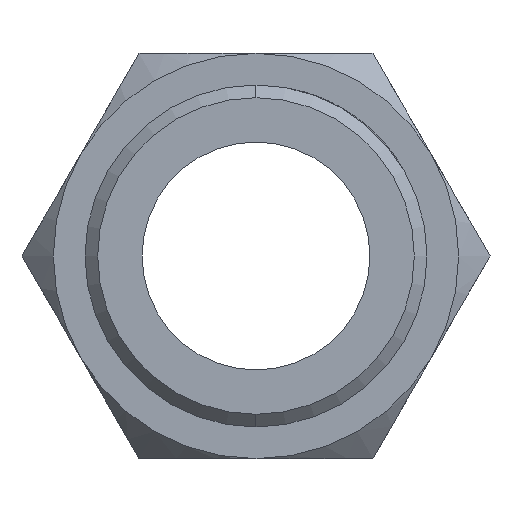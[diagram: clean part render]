
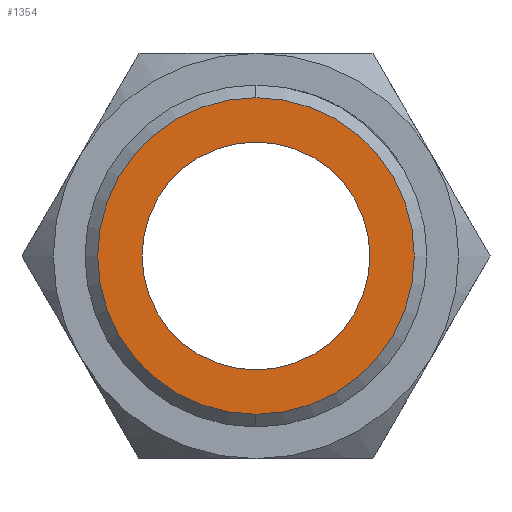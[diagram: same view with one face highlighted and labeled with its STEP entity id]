
A CAD part, left-side view. The second image highlights one B-rep face of the part: STEP entity #1354.
In plain terms, the highlighted planar face has unit normal (-1, 0, 0).
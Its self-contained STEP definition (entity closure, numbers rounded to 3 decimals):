
#115 = AXIS2_PLACEMENT_3D ( 'NONE', #4090, #448, #2099 ) ;
#283 = AXIS2_PLACEMENT_3D ( 'NONE', #2829, #2856, #2392 ) ;
#382 = AXIS2_PLACEMENT_3D ( 'NONE', #1222, #1607, #4920 ) ;
#448 = DIRECTION ( 'NONE',  ( -1., 0., 0. ) ) ;
#579 = CARTESIAN_POINT ( 'NONE',  ( 0., 0., 0. ) ) ;
#582 = ORIENTED_EDGE ( 'NONE', *, *, #4410, .T. ) ;
#686 = DIRECTION ( 'NONE',  ( 1., 0., 0. ) ) ;
#815 = ORIENTED_EDGE ( 'NONE', *, *, #5351, .T. ) ;
#894 = AXIS2_PLACEMENT_3D ( 'NONE', #579, #686, #1037 ) ;
#1037 = DIRECTION ( 'NONE',  ( 0., 0., -1. ) ) ;
#1150 = CIRCLE ( 'NONE', #382, 4.5 ) ;
#1222 = CARTESIAN_POINT ( 'NONE',  ( 0., 0., 0. ) ) ;
#1346 = VERTEX_POINT ( 'NONE', #1629 ) ;
#1354 = ADVANCED_FACE ( 'NONE', ( #5374, #3751 ), #3286, .F. ) ;
#1607 = DIRECTION ( 'NONE',  ( 1., 0., 0. ) ) ;
#1629 = CARTESIAN_POINT ( 'NONE',  ( 0., 0., 4.5 ) ) ;
#1761 = AXIS2_PLACEMENT_3D ( 'NONE', #3850, #3499, #5120 ) ;
#2030 = CIRCLE ( 'NONE', #1761, 6.25 ) ;
#2099 = DIRECTION ( 'NONE',  ( 0., 0., -1. ) ) ;
#2392 = DIRECTION ( 'NONE',  ( 0., 0., -1. ) ) ;
#2813 = CARTESIAN_POINT ( 'NONE',  ( 0., 0., 6.25 ) ) ;
#2829 = CARTESIAN_POINT ( 'NONE',  ( 0., 0., 0. ) ) ;
#2856 = DIRECTION ( 'NONE',  ( 1., 0., 0. ) ) ;
#2915 = CARTESIAN_POINT ( 'NONE',  ( 0., 0., -6.25 ) ) ;
#2930 = EDGE_CURVE ( 'NONE', #1346, #4388, #3405, .T. ) ;
#3125 = EDGE_CURVE ( 'NONE', #4388, #1346, #1150, .T. ) ;
#3205 = EDGE_LOOP ( 'NONE', ( #3962, #3242 ) ) ;
#3242 = ORIENTED_EDGE ( 'NONE', *, *, #3125, .T. ) ;
#3286 = PLANE ( 'NONE',  #283 ) ;
#3405 = CIRCLE ( 'NONE', #894, 4.5 ) ;
#3499 = DIRECTION ( 'NONE',  ( -1., 0., 0. ) ) ;
#3751 = FACE_BOUND ( 'NONE', #3205, .T. ) ;
#3850 = CARTESIAN_POINT ( 'NONE',  ( 0., 0., 0. ) ) ;
#3962 = ORIENTED_EDGE ( 'NONE', *, *, #2930, .T. ) ;
#4014 = CIRCLE ( 'NONE', #115, 6.25 ) ;
#4090 = CARTESIAN_POINT ( 'NONE',  ( 0., 0., 0. ) ) ;
#4259 = EDGE_LOOP ( 'NONE', ( #582, #815 ) ) ;
#4388 = VERTEX_POINT ( 'NONE', #5176 ) ;
#4410 = EDGE_CURVE ( 'NONE', #5364, #5244, #2030, .T. ) ;
#4920 = DIRECTION ( 'NONE',  ( 0., 0., -1. ) ) ;
#5120 = DIRECTION ( 'NONE',  ( 0., 0., -1. ) ) ;
#5176 = CARTESIAN_POINT ( 'NONE',  ( 0., 0., -4.5 ) ) ;
#5244 = VERTEX_POINT ( 'NONE', #2813 ) ;
#5351 = EDGE_CURVE ( 'NONE', #5244, #5364, #4014, .T. ) ;
#5364 = VERTEX_POINT ( 'NONE', #2915 ) ;
#5374 = FACE_OUTER_BOUND ( 'NONE', #4259, .T. ) ;
